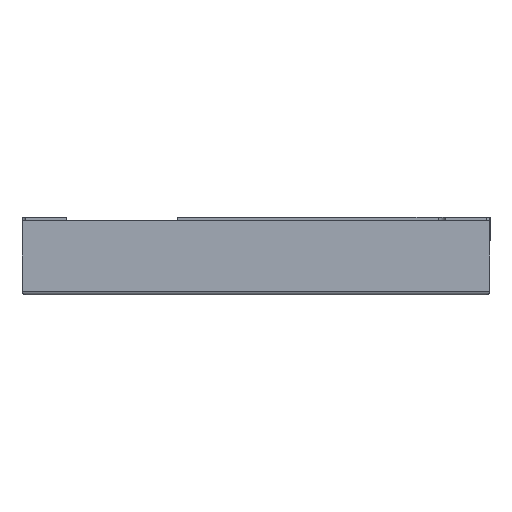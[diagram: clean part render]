
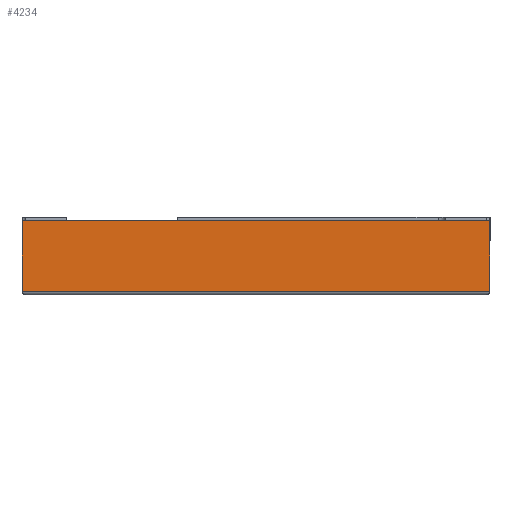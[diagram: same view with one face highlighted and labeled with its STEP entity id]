
A CAD part, left-side view. The second image highlights one B-rep face of the part: STEP entity #4234.
In plain terms, the highlighted planar face has unit normal (-1, 0, 0).
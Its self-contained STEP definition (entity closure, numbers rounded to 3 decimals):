
#148 = CARTESIAN_POINT ( 'NONE',  ( -2.5, -3., 0.05 ) ) ;
#365 = VERTEX_POINT ( 'NONE', #1217 ) ;
#401 = LINE ( 'NONE', #4593, #1725 ) ;
#520 = DIRECTION ( 'NONE',  ( 0., 0., -1. ) ) ;
#625 = FACE_OUTER_BOUND ( 'NONE', #5773, .T. ) ;
#889 = ORIENTED_EDGE ( 'NONE', *, *, #6126, .T. ) ;
#980 = VERTEX_POINT ( 'NONE', #1596 ) ;
#1072 = ORIENTED_EDGE ( 'NONE', *, *, #6653, .F. ) ;
#1217 = CARTESIAN_POINT ( 'NONE',  ( -2.5, 3., 0.05 ) ) ;
#1274 = DIRECTION ( 'NONE',  ( 0., -1., 0. ) ) ;
#1596 = CARTESIAN_POINT ( 'NONE',  ( -2.5, -3., 0.95 ) ) ;
#1725 = VECTOR ( 'NONE', #5131, 1000. ) ;
#2001 = VECTOR ( 'NONE', #6759, 1000. ) ;
#2171 = EDGE_CURVE ( 'NONE', #365, #2290, #6958, .T. ) ;
#2290 = VERTEX_POINT ( 'NONE', #5177 ) ;
#2433 = LINE ( 'NONE', #6731, #6632 ) ;
#2582 = ORIENTED_EDGE ( 'NONE', *, *, #5841, .F. ) ;
#2864 = VERTEX_POINT ( 'NONE', #6400 ) ;
#2899 = DIRECTION ( 'NONE',  ( 0., -1., 0. ) ) ;
#2922 = CARTESIAN_POINT ( 'NONE',  ( -2.5, 3., 0.95 ) ) ;
#3414 = ORIENTED_EDGE ( 'NONE', *, *, #2171, .T. ) ;
#3806 = PLANE ( 'NONE',  #6865 ) ;
#3829 = DIRECTION ( 'NONE',  ( 1., 0., 0. ) ) ;
#4234 = ADVANCED_FACE ( 'NONE', ( #625 ), #3806, .F. ) ;
#4593 = CARTESIAN_POINT ( 'NONE',  ( -2.5, -3., 0.95 ) ) ;
#5131 = DIRECTION ( 'NONE',  ( 0., 0., -1. ) ) ;
#5177 = CARTESIAN_POINT ( 'NONE',  ( -2.5, -3., 0.05 ) ) ;
#5773 = EDGE_LOOP ( 'NONE', ( #889, #3414, #1072, #2582 ) ) ;
#5841 = EDGE_CURVE ( 'NONE', #2864, #980, #2433, .T. ) ;
#6126 = EDGE_CURVE ( 'NONE', #2864, #365, #6186, .T. ) ;
#6186 = LINE ( 'NONE', #2922, #2001 ) ;
#6241 = VECTOR ( 'NONE', #1274, 1000. ) ;
#6400 = CARTESIAN_POINT ( 'NONE',  ( -2.5, 3., 0.95 ) ) ;
#6632 = VECTOR ( 'NONE', #2899, 1000. ) ;
#6653 = EDGE_CURVE ( 'NONE', #980, #2290, #401, .T. ) ;
#6731 = CARTESIAN_POINT ( 'NONE',  ( -2.5, -3., 0.95 ) ) ;
#6759 = DIRECTION ( 'NONE',  ( 0., 0., -1. ) ) ;
#6865 = AXIS2_PLACEMENT_3D ( 'NONE', #7140, #3829, #520 ) ;
#6958 = LINE ( 'NONE', #148, #6241 ) ;
#7140 = CARTESIAN_POINT ( 'NONE',  ( -2.5, -3., 0.95 ) ) ;
